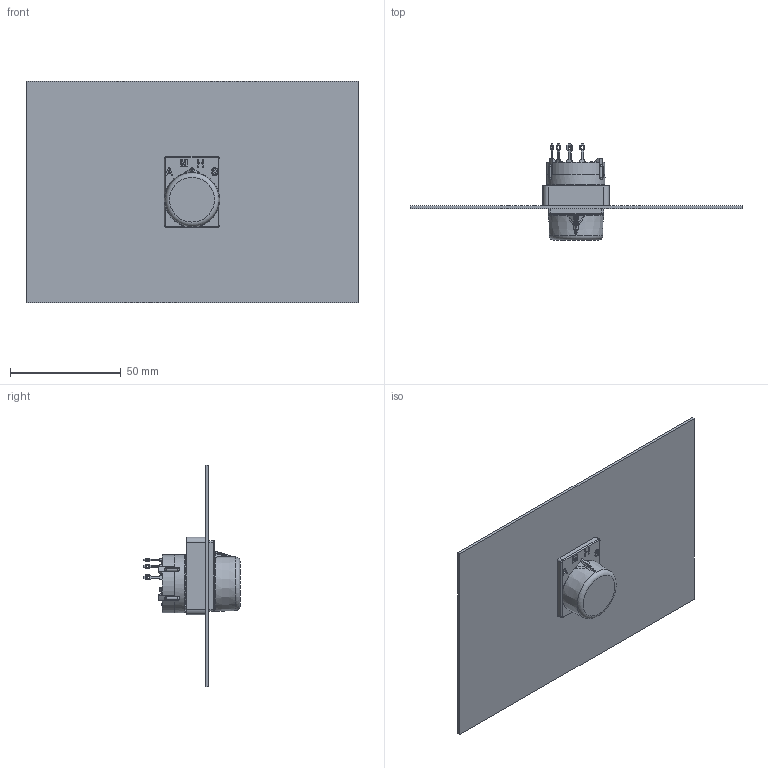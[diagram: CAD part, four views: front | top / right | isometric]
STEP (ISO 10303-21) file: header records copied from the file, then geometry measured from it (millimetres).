
FILE_DESCRIPTION(/* description */ (''),/* implementation_level */ '2;1');
FILE_NAME(/* name */ 'mode_dial.step',/* time_stamp */ '2023-03-28T23:56:20-04:00',/* author */ (''),/* organization */ (''),/* preprocessor_version */ 'ST-DEVELOPER v19.2',/* originating_system */ 'Autodesk Translation Framework v11.17.0.187',/* authorisation */ '');
FILE_SCHEMA (('AUTOMOTIVE_DESIGN { 1 0 10303 214 3 1 1 }'));
Products named in the file (9): Control Panel; Switch_face; Clamp_back; A10403RNZQ; 1; Component2; Component3; Clamp_front; Knob
Assembly tree (8 placements, depth 4):
  Control Panel
    Switch_face
    Clamp_back
    A10403RNZQ
      1
        Component2
        Component3
    Clamp_front
    Knob
Bounding box: 150 x 43.38 x 100 mm (x, y, z)
Volume: 37604.7 mm3; surface area: 43619.2 mm2
Topology: 6 solids, 6 shells, 2024 faces, 5731 edges, 3804 vertices
Faces by surface type: plane 1574, bspline 217, cylinder 208, cone 23, torus 2
Full cylindrical faces by diameter (mm): 1.524 x12, 1.549 x12, 1.783 x4, 2.438 x4, 2.921 x1, 2.972 x1, 3 x1, 3.048 x1, 3.277 x1, 3.48 x4, 5.151 x1, 6.299 x1, 6.452 x1, 8.255 x1, 8.509 x1, 10 x2, 10.058 x1, 12.7 x1, 14.224 x1, 14.605 x1, 26.187 x1
Entity records: 73008 total; most frequent: CARTESIAN_POINT 21121, ORIENTED_EDGE 11462, DIRECTION 9403, EDGE_CURVE 5731, LINE 4735, VECTOR 4735, VERTEX_POINT 3804, AXIS2_PLACEMENT_3D 2334
